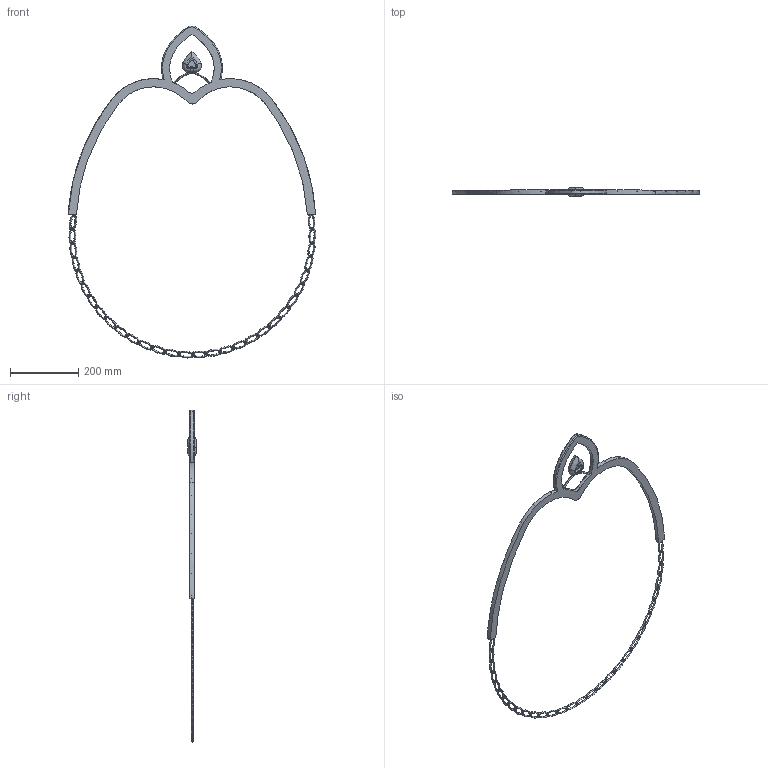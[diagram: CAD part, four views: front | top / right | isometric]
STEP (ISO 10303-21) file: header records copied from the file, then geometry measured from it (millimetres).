
FILE_DESCRIPTION(('FreeCAD Model'),'2;1');
FILE_NAME('Open CASCADE Shape Model','2025-05-04T11:26:19',('FreeCAD'),( 'FreeCAD'),'Open CASCADE STEP processor 7.6','FreeCAD','Unknown');
FILE_SCHEMA(('AUTOMOTIVE_DESIGN { 1 0 10303 214 1 1 1 1 }'));
Products named in the file (1): Open CASCADE STEP translator 7.6 1
Bounding box: 724.31 x 23.92 x 971.99 mm (x, y, z)
Volume: 588563.4 mm3; surface area: 200818.5 mm2
Topology: 1 solids, 1 shells, 904 faces, 1876 edges, 919 vertices
Faces by surface type: bspline 904
Entity records: 78385 total; most frequent: CARTESIAN_POINT 66755, ORIENTED_EDGE 3746, EDGE_CURVE 1873, B_SPLINE_CURVE_WITH_KNOTS 1571, FACE_BOUND 922, EDGE_LOOP 922, VERTEX_POINT 919, ADVANCED_FACE 904
